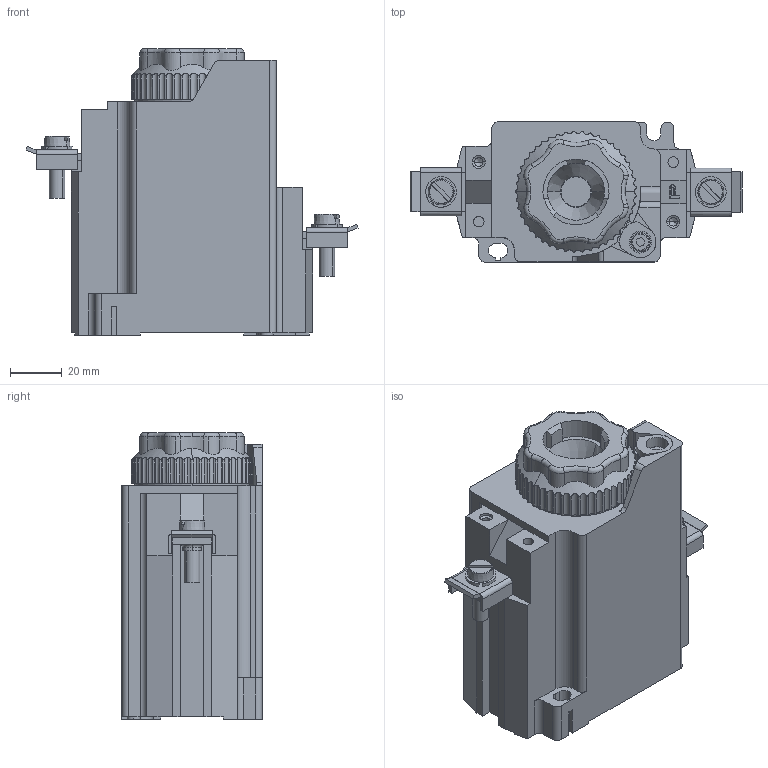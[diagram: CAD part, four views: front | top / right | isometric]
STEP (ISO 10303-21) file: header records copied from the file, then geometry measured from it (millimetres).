
FILE_DESCRIPTION (( 'STEP AP203' ), '1' );
FILE_NAME ('8561_02.STEP', '2014-07-29T08:12:25', ( '' ), ( '' ), 'SwSTEP 2.0', 'SolidWorks 2014', '' );
FILE_SCHEMA (( 'CONFIG_CONTROL_DESIGN' ));
Length unit declared in the file: millimetre
Products named in the file (22): 85_619_11_50_0_85_610_02_50_0; 8561_02; 504_661_0_DIN EN ISO 8741-M1.5x8-St; 85_619_03_62_0; 85_610_03_56_0_03 ohne Aufschrift; 85_610_02_50_0_85_610_02_50_3; 85_619_01_28_0; 80_409_01_50_0; 85_619_02_90_0; 85_619_01_04_6_02 ohne Aufschrift; 506_546_0; 85_619_02_56_0_02 ohne Aufschrift; 85_619_04_62_0; 502_082_0; 85_619_06_94_0; 85_619_12_50_0; 506_228_0; 85_619_01_58_0; 85_610_02_62_0; 536_612_0; 85_619_02_51_0
Assembly tree (24 placements, depth 4):
  8561_02
    85_619_01_04_6_02 ohne Aufschrift
      85_619_01_04_6_02 ohne Aufschrift
      85_610_02_62_0
        85_619_04_62_0
        85_619_12_50_0
      85_610_02_50_0_85_610_02_50_3
        85_619_11_50_0_85_610_02_50_0
        85_619_03_62_0
      80_409_01_50_0
    85_610_03_56_0_03 ohne Aufschrift
      85_619_02_56_0_02 ohne Aufschrift
      85_619_06_94_0
      85_619_01_58_0
      85_619_02_51_0
      504_661_0_DIN EN ISO 8741-M1.5x8-St
    85_619_01_28_0
    85_619_02_90_0
    506_546_0
    502_082_0  x2
    506_228_0  x2
    536_612_0  x2
Bounding box: 128 x 54 x 110.5 mm (x, y, z)
Volume: 319807.2 mm3; surface area: 102447.4 mm2
Topology: 21 solids, 21 shells, 1290 faces, 3359 edges, 2147 vertices
Faces by surface type: plane 672, cylinder 445, cone 90, torus 55, bspline 24, sphere 4
Entity records: 42894 total; most frequent: CARTESIAN_POINT 9978, ORIENTED_EDGE 6452, DIRECTION 6320, EDGE_CURVE 3226, AXIS2_PLACEMENT_3D 2239, VERTEX_POINT 2067, VECTOR 1842, LINE 1842
